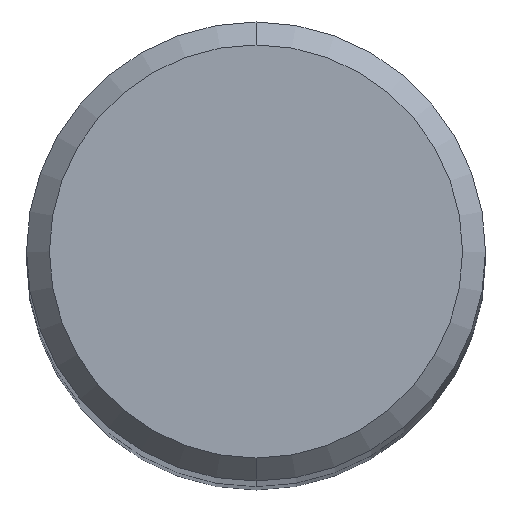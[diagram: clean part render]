
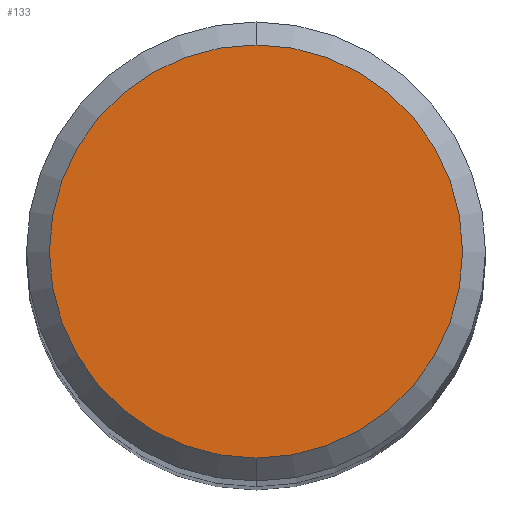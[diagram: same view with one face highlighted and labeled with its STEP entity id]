
A CAD part, top view. The second image highlights one B-rep face of the part: STEP entity #133.
In plain terms, the highlighted planar face has unit normal (0, 0, 1).
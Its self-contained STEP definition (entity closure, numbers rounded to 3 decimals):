
#103=EDGE_CURVE('',#135,#151,#225,.T.);
#133=ADVANCED_FACE('',(#264),#265,.T.);
#135=VERTEX_POINT('',#267);
#151=VERTEX_POINT('',#283);
#177=EDGE_CURVE('',#151,#135,#309,.T.);
#225=CIRCLE('',#359,3.6);
#264=FACE_OUTER_BOUND('',#404,.T.);
#265=PLANE('',#405);
#267=CARTESIAN_POINT('',(0.0,3.6,0.0));
#283=CARTESIAN_POINT('',(0.,-3.6,0.0));
#309=CIRCLE('',#460,3.6);
#359=AXIS2_PLACEMENT_3D('',#497,#498,#499);
#404=EDGE_LOOP('',(#578,#579));
#405=AXIS2_PLACEMENT_3D('',#580,#581,#582);
#460=AXIS2_PLACEMENT_3D('',#606,#607,#608);
#497=CARTESIAN_POINT('',(0.0,0.0,0.0));
#498=DIRECTION('',(0.0,0.0,-1.0));
#499=DIRECTION('',(0.0,1.0,0.0));
#578=ORIENTED_EDGE('',*,*,#103,.F.);
#579=ORIENTED_EDGE('',*,*,#177,.F.);
#580=CARTESIAN_POINT('',(0.0,1.8,0.0));
#581=DIRECTION('',(-0.0,0.0,1.0));
#582=DIRECTION('',(0.0,-1.0,0.0));
#606=CARTESIAN_POINT('',(0.0,0.0,0.0));
#607=DIRECTION('',(0.0,0.0,-1.0));
#608=DIRECTION('',(0.0,1.0,0.0));
